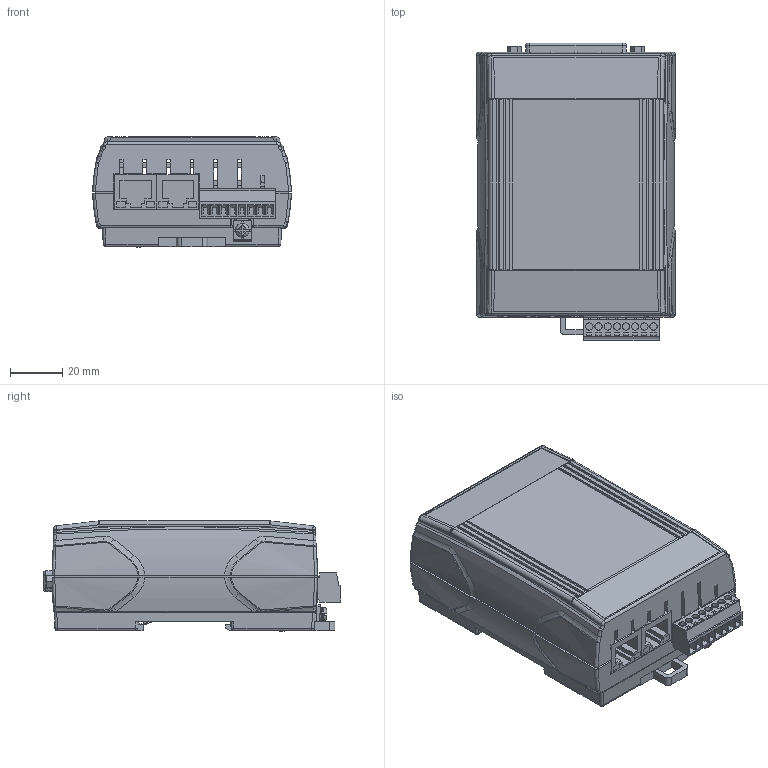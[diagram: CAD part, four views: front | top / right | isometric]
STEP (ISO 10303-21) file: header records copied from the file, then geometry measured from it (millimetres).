
FILE_DESCRIPTION (( 'STEP AP203' ), '1' );
FILE_NAME ('ET-7219Z.STEP', '2018-06-19T01:19:18', ( 'user' ), ( '' ), 'SwSTEP 2.0', 'SolidWorks 2013', '' );
FILE_SCHEMA (( 'CONFIG_CONTROL_DESIGN' ));
Length unit declared in the file: millimetre
Products named in the file (19): 4SI71K0000030; Push SWITCH; L7_DB25_PCB; L7KFG_PCB; ME030-35008; M3 F.G.; MC420-35008; D-SUB-25pin-F_2.0; rj45001; L7_9P_RJ45x2_DB25F_PCB; L7 UP_PCB; 7000-BG-02.sldasm-Part-1-3; SW180; PET-7018Z_01; 16led檔片; F.G._ｾTｭy; PET-7018Z_02; ET-7219Z; F.G._2D_Cable
Assembly tree (19 placements, depth 3):
  ET-7219Z
    PET-7018Z_01
    PET-7018Z_02
    4SI71K0000030
    L7_9P_RJ45x2_DB25F_PCB
      L7_DB25_PCB
      ME030-35008
      MC420-35008
      rj45001  x2
      L7 UP_PCB
      SW180
      F.G._ｾTｭy
      F.G._2D_Cable
      Push SWITCH
      L7KFG_PCB
      M3 F.G.
      D-SUB-25pin-F_2.0
    7000-BG-02.sldasm-Part-1-3
    16led檔片
Bounding box: 75.82 x 113.53 x 42.06 mm (x, y, z)
Volume: 99873.9 mm3; surface area: 123621.1 mm2
Topology: 23 solids, 23 shells, 2315 faces, 5874 edges, 3783 vertices
Faces by surface type: plane 1515, cylinder 508, bspline 188, cone 54, sphere 34, torus 16
Entity records: 74619 total; most frequent: CARTESIAN_POINT 18368, ORIENTED_EDGE 11540, DIRECTION 10643, EDGE_CURVE 5770, VECTOR 4053, LINE 4053, VERTEX_POINT 3719, AXIS2_PLACEMENT_3D 3295
